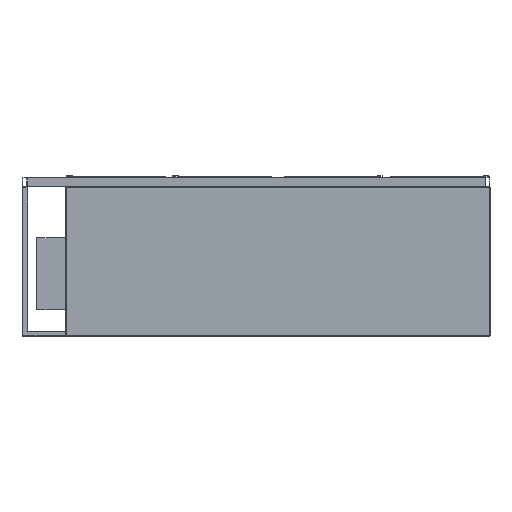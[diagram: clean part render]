
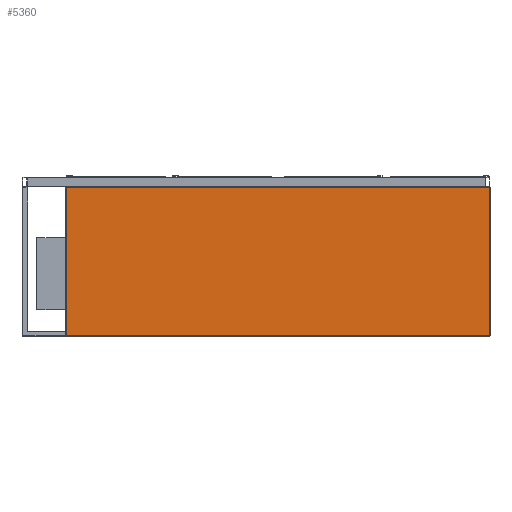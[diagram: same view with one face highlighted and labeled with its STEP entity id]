
A CAD part, front view. The second image highlights one B-rep face of the part: STEP entity #5360.
In plain terms, the highlighted planar face has unit normal (0, -1, 0).
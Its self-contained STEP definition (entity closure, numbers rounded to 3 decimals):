
#134 = LINE ( 'NONE', #34532, #35040 ) ;
#158 = FACE_OUTER_BOUND ( 'NONE', #25972, .T. ) ;
#345 = VECTOR ( 'NONE', #32447, 1000. ) ;
#2067 = AXIS2_PLACEMENT_3D ( 'NONE', #26319, #28393, #25960 ) ;
#2169 = ORIENTED_EDGE ( 'NONE', *, *, #15939, .T. ) ;
#4038 = CARTESIAN_POINT ( 'NONE',  ( 878., -230., -42. ) ) ;
#5340 = CARTESIAN_POINT ( 'NONE',  ( -878., -230., -660. ) ) ;
#5360 = ADVANCED_FACE ( 'Fl�che8', ( #158 ), #8565, .T. ) ;
#6889 = CARTESIAN_POINT ( 'NONE',  ( -878., -230., -42. ) ) ;
#7770 = ORIENTED_EDGE ( 'NONE', *, *, #34019, .T. ) ;
#7987 = VERTEX_POINT ( 'NONE', #4038 ) ;
#8565 = PLANE ( 'NONE',  #2067 ) ;
#9116 = ORIENTED_EDGE ( 'NONE', *, *, #28179, .T. ) ;
#12048 = ORIENTED_EDGE ( 'NONE', *, *, #28448, .T. ) ;
#13477 = VERTEX_POINT ( 'NONE', #14070 ) ;
#13759 = LINE ( 'NONE', #5340, #33806 ) ;
#14070 = CARTESIAN_POINT ( 'NONE',  ( 878., -230., -658. ) ) ;
#14140 = DIRECTION ( 'NONE',  ( 0., 0., 1. ) ) ;
#15939 = EDGE_CURVE ( 'NONE', #7987, #24986, #32081, .T. ) ;
#17402 = VECTOR ( 'NONE', #27200, 1000. ) ;
#24986 = VERTEX_POINT ( 'NONE', #6889 ) ;
#25960 = DIRECTION ( 'NONE',  ( 0., 0., -1. ) ) ;
#25972 = EDGE_LOOP ( 'NONE', ( #2169, #9116, #7770, #12048 ) ) ;
#26319 = CARTESIAN_POINT ( 'NONE',  ( -880., -230., -660. ) ) ;
#26841 = LINE ( 'NONE', #30383, #17402 ) ;
#27200 = DIRECTION ( 'NONE',  ( 1., 0., 0. ) ) ;
#28179 = EDGE_CURVE ( 'NONE', #24986, #30443, #13759, .T. ) ;
#28393 = DIRECTION ( 'NONE',  ( 0., -1., 0. ) ) ;
#28448 = EDGE_CURVE ( 'NONE', #13477, #7987, #134, .T. ) ;
#29642 = CARTESIAN_POINT ( 'NONE',  ( -880., -230., -42. ) ) ;
#30156 = CARTESIAN_POINT ( 'NONE',  ( -878., -230., -658. ) ) ;
#30383 = CARTESIAN_POINT ( 'NONE',  ( -880., -230., -658. ) ) ;
#30443 = VERTEX_POINT ( 'NONE', #30156 ) ;
#30595 = DIRECTION ( 'NONE',  ( 0., 0., -1. ) ) ;
#32081 = LINE ( 'NONE', #29642, #345 ) ;
#32447 = DIRECTION ( 'NONE',  ( -1., 0., 0. ) ) ;
#33806 = VECTOR ( 'NONE', #30595, 1000. ) ;
#34019 = EDGE_CURVE ( 'NONE', #30443, #13477, #26841, .T. ) ;
#34532 = CARTESIAN_POINT ( 'NONE',  ( 878., -230., -660. ) ) ;
#35040 = VECTOR ( 'NONE', #14140, 1000. ) ;
